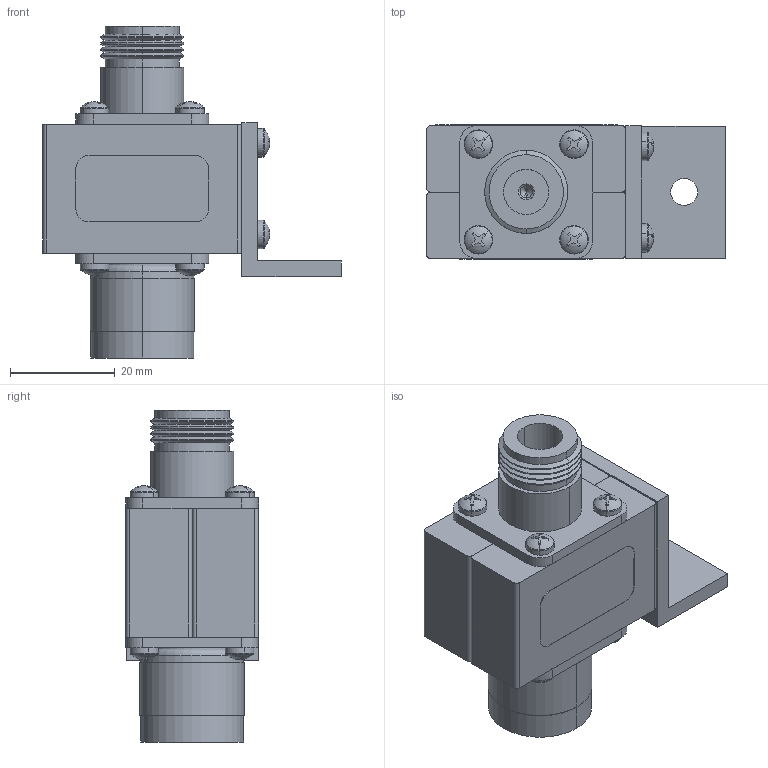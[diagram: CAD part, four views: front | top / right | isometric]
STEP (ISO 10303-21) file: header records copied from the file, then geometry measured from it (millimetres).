
FILE_DESCRIPTION (( 'STEP AP214' ), '1' );
FILE_NAME ('IS-B50HN-C0-MA.STEP', '2019-07-30T20:28:34', ( '' ), ( '' ), 'SwSTEP 2.0', 'SolidWorks 2019', '' );
FILE_SCHEMA (( 'AUTOMOTIVE_DESIGN' ));
Length unit declared in the file: inch
Products named in the file (11): 1081-0251-05; 7020-0510; IS-B50HN-C0-MA; 5210-0002; 2003-1052; 9040-0575; 2011-6100-02; Solder_2600-166; 2012-6100; 5100-0004-01; 5100-0004
Assembly tree (20 placements, depth 3):
  IS-B50HN-C0-MA
    5100-0004-01
    5100-0004
    1081-0251-05  x12
    2012-6100
    5210-0002
    7020-0510
    2003-1052
    9040-0575
      2011-6100-02
  Solder_2600-166
Bounding box: 57.15 x 25.61 x 63.5 mm (x, y, z)
Volume: 30326.5 mm3; surface area: 21866.8 mm2
Topology: 19 solids, 19 shells, 2834 faces, 6937 edges, 4275 vertices
Faces by surface type: plane 1081, cone 650, cylinder 595, bspline 452, torus 54, sphere 2
Entity records: 91551 total; most frequent: CARTESIAN_POINT 35941, ORIENTED_EDGE 8774, DIRECTION 6440, EDGE_CURVE 4387, LINE 2914, VECTOR 2914, VERTEX_POINT 2878, EDGE_LOOP 1845
